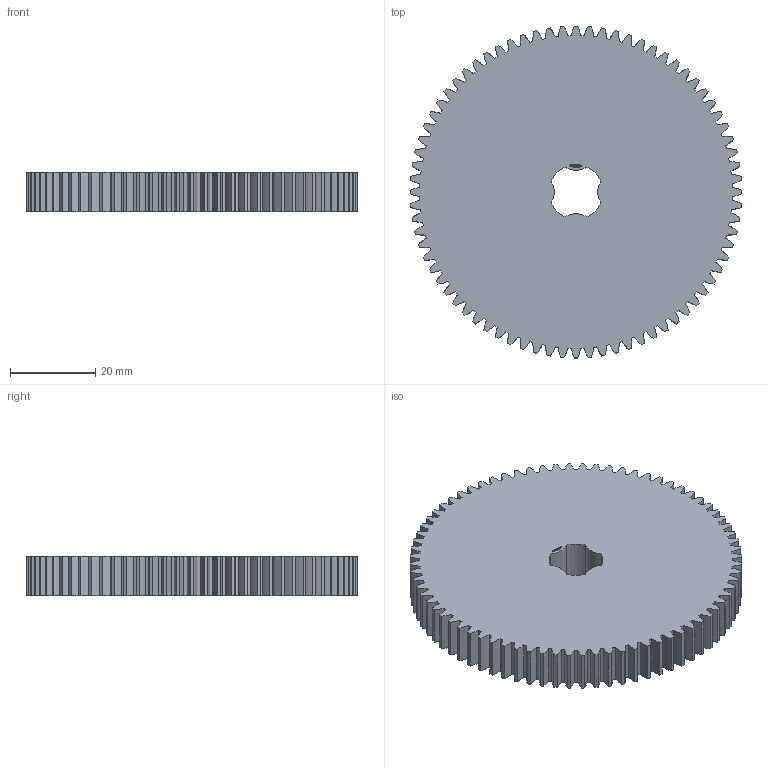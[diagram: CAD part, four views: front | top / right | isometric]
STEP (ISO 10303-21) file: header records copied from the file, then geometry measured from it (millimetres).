
FILE_DESCRIPTION(('FreeCAD Model'),'2;1');
FILE_NAME('Open CASCADE Shape Model','2024-03-10T23:23:32',(''),(''), 'Open CASCADE STEP processor 7.6','FreeCAD','Unknown');
FILE_SCHEMA(('AUTOMOTIVE_DESIGN { 1 0 10303 214 1 1 1 1 }'));
Products named in the file (1): Gear Wheel PLN TTH76 BU00.75 SFT-SHD - SPN-GWH-0283 (stemfie.org)
Bounding box: 78 x 78 x 9.38 mm (x, y, z)
Volume: 41339.4 mm3; surface area: 13711.7 mm2
Topology: 1 solids, 1 shells, 809 faces, 2328 edges, 1552 vertices
Faces by surface type: extrusion 482, plane 319, cylinder 8
Entity records: 76568 total; most frequent: CARTESIAN_POINT 27856, DIRECTION 6210, VECTOR 5506, LINE 5024, ORIENTED_EDGE 4656, PCURVE 4656, DEFINITIONAL_REPRESENTATION 4656, B_SPLINE_CURVE_WITH_KNOTS 2410
